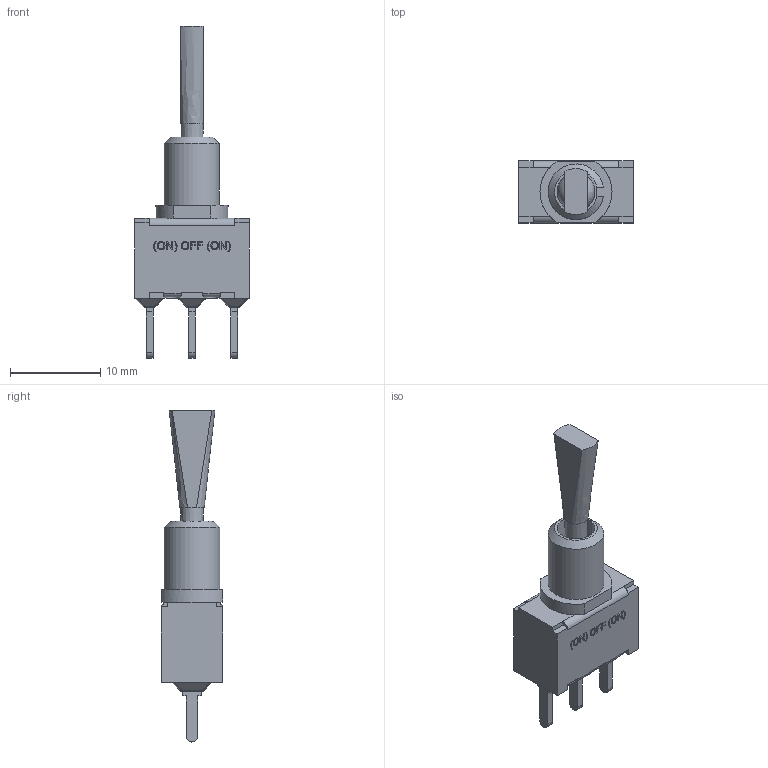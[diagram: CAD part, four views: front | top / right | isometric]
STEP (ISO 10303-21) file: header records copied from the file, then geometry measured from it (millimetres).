
FILE_DESCRIPTION((' '),'2;1');
FILE_NAME('100SPxT6B11M2xE.stp','2017-07-28T09:02:51',(' '),(' '),' ','ACIS',' ');
FILE_SCHEMA(('CONFIG_CONTROL_DESIGN'));
Length unit declared in the file: inch
Products named in the file (1): 100SPxT6B11M2xE.stp
Bounding box: 12.7 x 6.86 x 36.78 mm (x, y, z)
Volume: 1131.3 mm3; surface area: 1114.8 mm2
Topology: 2 solids, 2 shells, 315 faces, 800 edges, 512 vertices
Faces by surface type: plane 207, bspline 54, cylinder 39, sphere 13, cone 2
Full cylindrical faces by diameter (mm): 4.2 x1
Entity records: 9757 total; most frequent: CARTESIAN_POINT 2391, ORIENTED_EDGE 1590, DIRECTION 1306, EDGE_CURVE 795, VECTOR 588, LINE 588, VERTEX_POINT 510, AXIS2_PLACEMENT_3D 359
